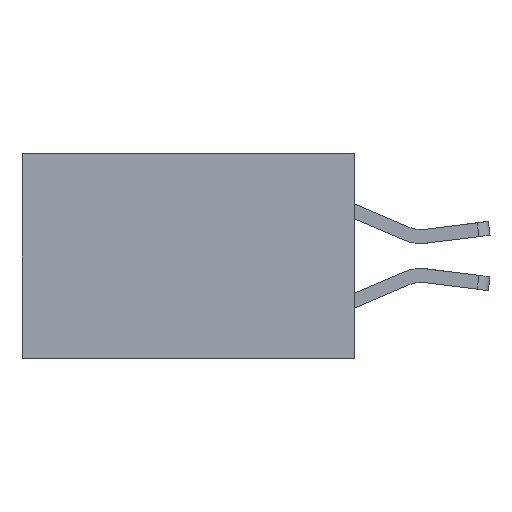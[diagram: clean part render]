
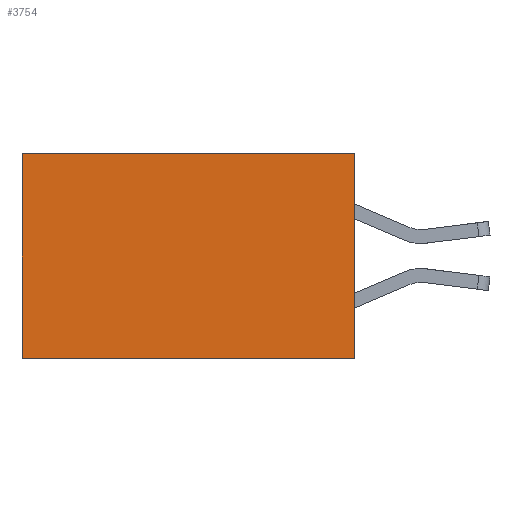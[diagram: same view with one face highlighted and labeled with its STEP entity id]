
A CAD part, left-side view. The second image highlights one B-rep face of the part: STEP entity #3754.
In plain terms, the highlighted planar face has unit normal (-1, 0, 0).
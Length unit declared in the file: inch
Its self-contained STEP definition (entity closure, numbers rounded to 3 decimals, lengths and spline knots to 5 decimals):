
#155 = PLANE ( 'NONE',  #6953 ) ;
#383 = CARTESIAN_POINT ( 'NONE',  ( 0.2615, 0., 0. ) ) ;
#781 = VERTEX_POINT ( 'NONE', #5174 ) ;
#945 = LINE ( 'NONE', #383, #2563 ) ;
#1065 = DIRECTION ( 'NONE',  ( 0., 0., -1. ) ) ;
#1093 = VECTOR ( 'NONE', #7926, 39.37008 ) ;
#1721 = EDGE_CURVE ( 'NONE', #781, #2550, #5278, .T. ) ;
#1796 = VERTEX_POINT ( 'NONE', #7690 ) ;
#1811 = VECTOR ( 'NONE', #3795, 39.37008 ) ;
#2439 = CARTESIAN_POINT ( 'NONE',  ( 0.2615, 0., -0.37 ) ) ;
#2550 = VERTEX_POINT ( 'NONE', #7036 ) ;
#2563 = VECTOR ( 'NONE', #8258, 39.37008 ) ;
#2574 = LINE ( 'NONE', #2439, #1811 ) ;
#2885 = ORIENTED_EDGE ( 'NONE', *, *, #3471, .T. ) ;
#3152 = ORIENTED_EDGE ( 'NONE', *, *, #1721, .F. ) ;
#3471 = EDGE_CURVE ( 'NONE', #781, #1796, #945, .T. ) ;
#3599 = EDGE_CURVE ( 'NONE', #2550, #6038, #2574, .T. ) ;
#3754 = ADVANCED_FACE ( 'NONE', ( #6109 ), #155, .F. ) ;
#3795 = DIRECTION ( 'NONE',  ( 0., 1., 0. ) ) ;
#4386 = LINE ( 'NONE', #7011, #6230 ) ;
#4816 = DIRECTION ( 'NONE',  ( 1., 0., 0. ) ) ;
#5174 = CARTESIAN_POINT ( 'NONE',  ( 0.2615, 0., 0. ) ) ;
#5278 = LINE ( 'NONE', #7227, #1093 ) ;
#5432 = ORIENTED_EDGE ( 'NONE', *, *, #3599, .F. ) ;
#5468 = CARTESIAN_POINT ( 'NONE',  ( 0.2615, 0., -0.37 ) ) ;
#6038 = VERTEX_POINT ( 'NONE', #6431 ) ;
#6109 = FACE_OUTER_BOUND ( 'NONE', #6893, .T. ) ;
#6230 = VECTOR ( 'NONE', #1065, 39.37008 ) ;
#6431 = CARTESIAN_POINT ( 'NONE',  ( 0.2615, 0.6, -0.37 ) ) ;
#6893 = EDGE_LOOP ( 'NONE', ( #7732, #5432, #3152, #2885 ) ) ;
#6953 = AXIS2_PLACEMENT_3D ( 'NONE', #5468, #4816, #7451 ) ;
#6996 = EDGE_CURVE ( 'NONE', #1796, #6038, #4386, .T. ) ;
#7011 = CARTESIAN_POINT ( 'NONE',  ( 0.2615, 0.6, -0.37 ) ) ;
#7036 = CARTESIAN_POINT ( 'NONE',  ( 0.2615, 0., -0.37 ) ) ;
#7227 = CARTESIAN_POINT ( 'NONE',  ( 0.2615, 0., -0.37 ) ) ;
#7451 = DIRECTION ( 'NONE',  ( 0., 0., -1. ) ) ;
#7690 = CARTESIAN_POINT ( 'NONE',  ( 0.2615, 0.6, 0. ) ) ;
#7732 = ORIENTED_EDGE ( 'NONE', *, *, #6996, .T. ) ;
#7926 = DIRECTION ( 'NONE',  ( 0., 0., -1. ) ) ;
#8258 = DIRECTION ( 'NONE',  ( 0., 1., 0. ) ) ;
